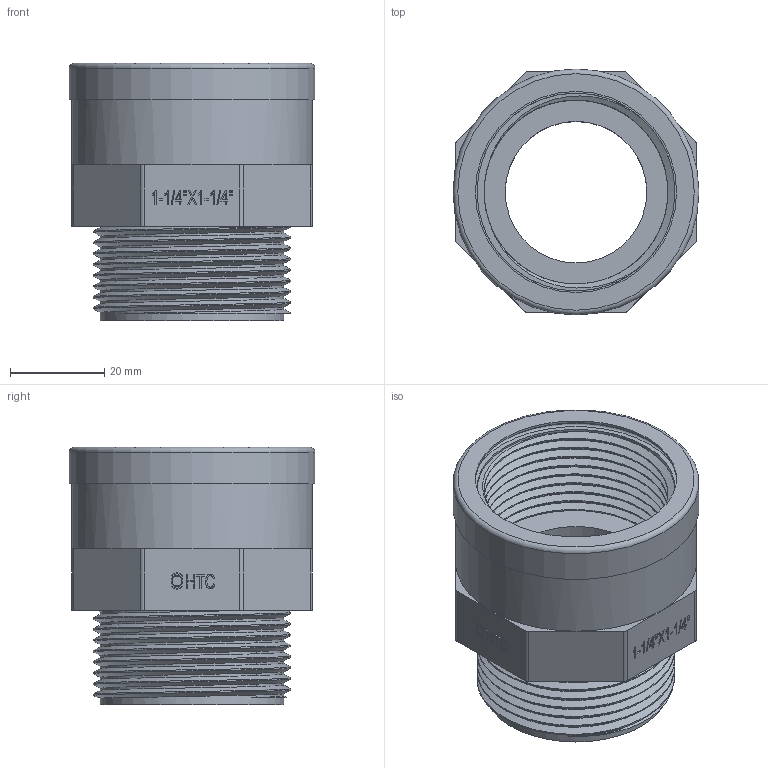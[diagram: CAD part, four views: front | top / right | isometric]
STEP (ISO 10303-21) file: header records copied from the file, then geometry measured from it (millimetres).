
FILE_DESCRIPTION(/* description */ (''),/* implementation_level */ '2;1');
FILE_NAME(/* name */ 'Z1A040040+铁圈.stp',/* time_stamp */ '2025-05-15T16:16:49+08:00',/* author */ (''),/* organization */ (''),/* preprocessor_version */ 'ST-DEVELOPER v16.7',/* originating_system */ 'SIEMENS PLM Software NX 12.0',/* authorisation */ '');
FILE_SCHEMA (('AUTOMOTIVE_DESIGN { 1 0 10303 214 3 1 1 1 }'));
Length unit declared in the file: millimetre
Products named in the file (1): Admi0674FAD7a5et
Bounding box: 52.1 x 52.1 x 54.5 mm (x, y, z)
Volume: 45336.1 mm3; surface area: 24447.9 mm2
Topology: 2 solids, 2 shells, 365 faces, 954 edges, 633 vertices
Faces by surface type: plane 228, extrusion 88, cylinder 41, torus 4, bspline 4
Full cylindrical faces by diameter (mm): 2 x1, 2.5 x1, 30 x1, 38.952 x9, 41.91 x9, 42.6 x1, 45 x1, 51 x1, 51.1 x1, 52.1 x1
Entity records: 15836 total; most frequent: CARTESIAN_POINT 8327, ORIENTED_EDGE 1766, DIRECTION 1030, EDGE_CURVE 883, B_SPLINE_CURVE_WITH_KNOTS 604, VERTEX_POINT 593, EDGE_LOOP 406, VECTOR 394
